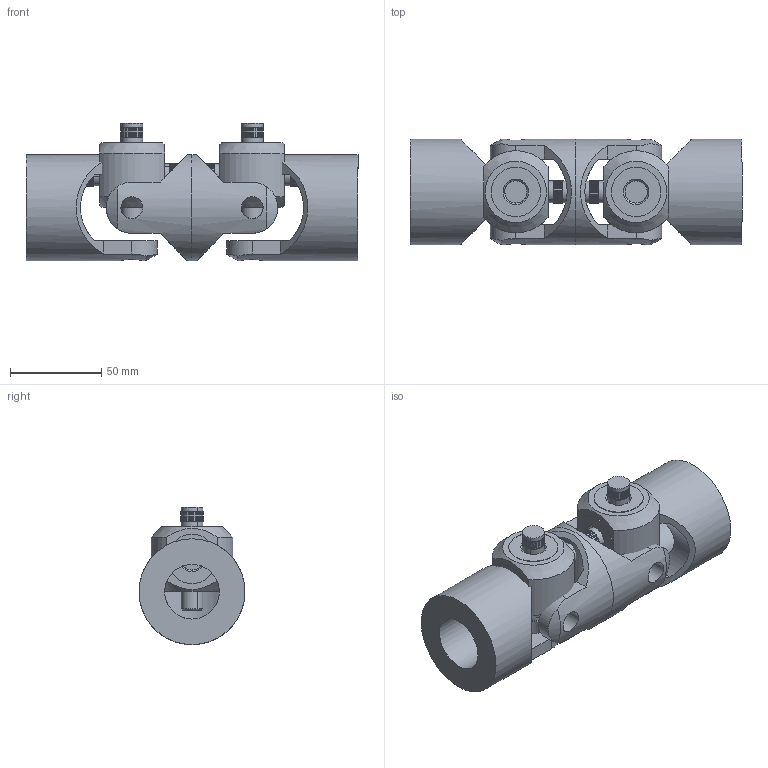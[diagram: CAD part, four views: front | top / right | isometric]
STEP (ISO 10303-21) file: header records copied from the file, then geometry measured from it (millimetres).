
FILE_DESCRIPTION(/* description */ ('Alibre Inc.'),/* implementation_level */ '2;1');
FILE_NAME(/* name */ 'export0',/* time_stamp */ '2012-08-13T16:37:30+02:00',/* author */ (''),/* organization */ (''),/* preprocessor_version */ 'ST-DEVELOPER v12',/* originating_system */ 'Alibre',/* authorisation */ '');
FILE_SCHEMA (('CONFIG_CONTROL_DESIGN'));
Length unit declared in the file: centimetre
Products named in the file (5): ID_1
Bounding box: 182 x 58 x 75.22 mm (x, y, z)
Volume: 340598.6 mm3; surface area: 86683.4 mm2
Topology: 12 solids, 12 shells, 1160 faces, 2906 edges, 1770 vertices
Faces by surface type: plane 784, cylinder 332, cone 44
Full cylindrical faces by diameter (mm): 12 x8, 30 x2, 58 x4
Entity records: 18241 total; most frequent: CARTESIAN_POINT 3628, ORIENTED_EDGE 2956, DIRECTION 2800, EDGE_CURVE 1478, AXIS2_PLACEMENT_3D 1184, VERTEX_POINT 907, VECTOR 827, LINE 827
